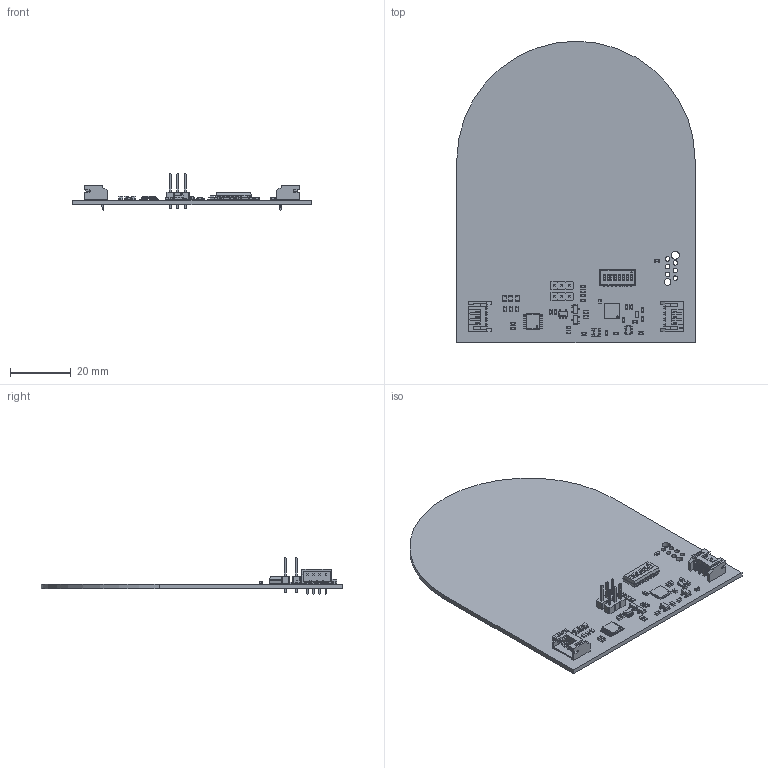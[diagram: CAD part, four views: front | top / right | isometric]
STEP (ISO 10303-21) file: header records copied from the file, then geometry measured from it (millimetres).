
FILE_DESCRIPTION(('KiCad electronic assembly'),'2;1');
FILE_NAME('wall_moisture-hardware-3d.step','2025-07-30T14:43:53',( 'Pcbnew'),('Kicad'),'Open CASCADE STEP processor 7.6', 'KiCad to STEP converter','Unknown');
FILE_SCHEMA(('AUTOMOTIVE_DESIGN { 1 0 10303 214 1 1 1 1 }'));
Length unit declared in the file: millimetre
Products named in the file (13): wall_moisture-hardware-3d 1; PinHeader_1x03_P2.54mm_Vertical; C_0603_1608Metric; R_0603_1608Metric; Crystal_SMD_MicroCrystal_CC8V-T1A-2Pin_2.0x1.2mm; SOT-23; TSSOP-16_4.4x5mm_P0.65mm; JST_PH_S4B-PH-K_1x04_P2.00mm_Horizontal; SOT-23-5; QFN-32-1EP_5x5mm_P0.5mm_EP3.45x3.45mm; LED_0805_2012Metric; SW_DIP_SPSTx08_Slide_KingTek_DSHP08TJ_W5.25mm_P1.27mm_JPin; kibot_u52qwdcf_PCB
Assembly tree (44 placements, depth 2):
  wall_moisture-hardware-3d 1
    PinHeader_1x03_P2.54mm_Vertical  x2
    C_0603_1608Metric  x16
    R_0603_1608Metric  x11
    Crystal_SMD_MicroCrystal_CC8V-T1A-2Pin_2.0x1.2mm
    SOT-23  x2
    TSSOP-16_4.4x5mm_P0.65mm
    JST_PH_S4B-PH-K_1x04_P2.00mm_Horizontal  x2
    SOT-23-5  x3
    QFN-32-1EP_5x5mm_P0.5mm_EP3.45x3.45mm
    LED_0805_2012Metric  x3
    SW_DIP_SPSTx08_Slide_KingTek_DSHP08TJ_W5.25mm_P1.27mm_JPin
    kibot_u52qwdcf_PCB
Bounding box: 78.5 x 99.34 x 11.94 mm (x, y, z)
Volume: 11378.9 mm3; surface area: 16717.6 mm2
Topology: 44 solids, 44 shells, 2604 faces, 7023 edges, 4553 vertices
Faces by surface type: plane 1924, cylinder 580, bspline 100
Full cylindrical faces by diameter (mm): 0.5 x1, 1 x6, 1.5 x6, 2.2 x1, 2.6 x1
Entity records: 41616 total; most frequent: CARTESIAN_POINT 7702, ORIENTED_EDGE 7255, DIRECTION 6579, EDGE_CURVE 3628, LINE 3017, VECTOR 3017, VERTEX_POINT 2352, AXIS2_PLACEMENT_3D 1781
